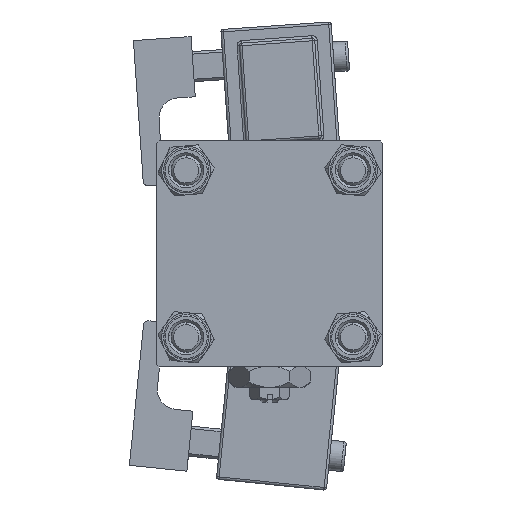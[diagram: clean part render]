
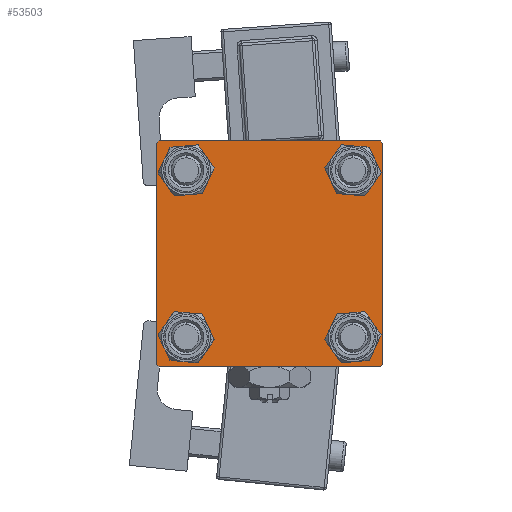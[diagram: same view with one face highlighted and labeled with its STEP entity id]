
A CAD part, left-side view. The second image highlights one B-rep face of the part: STEP entity #53503.
In plain terms, the highlighted planar face has unit normal (-1, 0, 0).
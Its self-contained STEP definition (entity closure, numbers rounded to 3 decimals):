
#4 = EDGE_CURVE ( 'NONE', #33645, #37931, #7240, .T. ) ;
#66 = EDGE_CURVE ( 'NONE', #60031, #7218, #45461, .T. ) ;
#957 = ORIENTED_EDGE ( 'NONE', *, *, #36295, .T. ) ;
#2118 = ORIENTED_EDGE ( 'NONE', *, *, #32975, .T. ) ;
#2150 = DIRECTION ( 'NONE',  ( 1., 0., 0. ) ) ;
#3414 = DIRECTION ( 'NONE',  ( 0., -1., 0. ) ) ;
#3659 = VECTOR ( 'NONE', #62114, 1000. ) ;
#3699 = EDGE_LOOP ( 'NONE', ( #24609, #31744 ) ) ;
#4019 = AXIS2_PLACEMENT_3D ( 'NONE', #49978, #11177, #35153 ) ;
#4898 = VECTOR ( 'NONE', #52057, 1000. ) ;
#4968 = CARTESIAN_POINT ( 'NONE',  ( 0., -22.25, 22.25 ) ) ;
#5716 = FACE_OUTER_BOUND ( 'NONE', #25597, .T. ) ;
#5931 = ORIENTED_EDGE ( 'NONE', *, *, #48165, .T. ) ;
#6347 = CARTESIAN_POINT ( 'NONE',  ( 0., 22.5, -22. ) ) ;
#6417 = LINE ( 'NONE', #6733, #63362 ) ;
#6733 = CARTESIAN_POINT ( 'NONE',  ( 0., 22.25, -22.25 ) ) ;
#7218 = VERTEX_POINT ( 'NONE', #57986 ) ;
#7240 = CIRCLE ( 'NONE', #53708, 3.5 ) ;
#7949 = CARTESIAN_POINT ( 'NONE',  ( 0., 22.5, -22.5 ) ) ;
#9833 = LINE ( 'NONE', #19531, #61936 ) ;
#9949 = EDGE_LOOP ( 'NONE', ( #28105, #5931 ) ) ;
#11177 = DIRECTION ( 'NONE',  ( 1., 0., 0. ) ) ;
#11712 = DIRECTION ( 'NONE',  ( 1., 0., 0. ) ) ;
#11895 = DIRECTION ( 'NONE',  ( 0., -0.707, -0.707 ) ) ;
#12219 = VERTEX_POINT ( 'NONE', #25467 ) ;
#12625 = LINE ( 'NONE', #17169, #4898 ) ;
#13544 = EDGE_LOOP ( 'NONE', ( #49024, #25907 ) ) ;
#14847 = ORIENTED_EDGE ( 'NONE', *, *, #51650, .F. ) ;
#17169 = CARTESIAN_POINT ( 'NONE',  ( 0., -22.5, 22.5 ) ) ;
#17214 = DIRECTION ( 'NONE',  ( 0., 0., 1. ) ) ;
#17498 = VECTOR ( 'NONE', #24687, 1000. ) ;
#17589 = CARTESIAN_POINT ( 'NONE',  ( 0., 22.5, 22. ) ) ;
#17709 = CARTESIAN_POINT ( 'NONE',  ( 0., -16.6, 16.6 ) ) ;
#18275 = DIRECTION ( 'NONE',  ( 1., 0., 0. ) ) ;
#18544 = DIRECTION ( 'NONE',  ( 1., 0., 0. ) ) ;
#19061 = FACE_BOUND ( 'NONE', #9949, .T. ) ;
#19207 = LINE ( 'NONE', #58945, #17498 ) ;
#19430 = VERTEX_POINT ( 'NONE', #17589 ) ;
#19531 = CARTESIAN_POINT ( 'NONE',  ( 0., 22.5, 22.5 ) ) ;
#19550 = CARTESIAN_POINT ( 'NONE',  ( 0., 16.6, -16.6 ) ) ;
#20079 = VERTEX_POINT ( 'NONE', #28087 ) ;
#21202 = VECTOR ( 'NONE', #3414, 1000. ) ;
#21284 = CARTESIAN_POINT ( 'NONE',  ( 0., -22., -22.5 ) ) ;
#21655 = VECTOR ( 'NONE', #61575, 1000. ) ;
#21861 = DIRECTION ( 'NONE',  ( 0., 0., 1. ) ) ;
#22593 = VERTEX_POINT ( 'NONE', #36946 ) ;
#22594 = EDGE_CURVE ( 'NONE', #33313, #24105, #47885, .T. ) ;
#22772 = LINE ( 'NONE', #42499, #21655 ) ;
#23900 = DIRECTION ( 'NONE',  ( 0., 0., 1. ) ) ;
#24105 = VERTEX_POINT ( 'NONE', #60981 ) ;
#24386 = DIRECTION ( 'NONE',  ( 0., 0., 1. ) ) ;
#24609 = ORIENTED_EDGE ( 'NONE', *, *, #28060, .T. ) ;
#24668 = VERTEX_POINT ( 'NONE', #54705 ) ;
#24687 = DIRECTION ( 'NONE',  ( 0., 0., -1. ) ) ;
#25426 = PLANE ( 'NONE',  #28677 ) ;
#25467 = CARTESIAN_POINT ( 'NONE',  ( 0., 16.6, 13.1 ) ) ;
#25597 = EDGE_LOOP ( 'NONE', ( #957, #43995, #51721, #31314, #14847, #2118, #54675, #51029 ) ) ;
#25692 = DIRECTION ( 'NONE',  ( 1., 0., 0. ) ) ;
#25907 = ORIENTED_EDGE ( 'NONE', *, *, #66, .T. ) ;
#27463 = AXIS2_PLACEMENT_3D ( 'NONE', #49296, #25692, #49622 ) ;
#28060 = EDGE_CURVE ( 'NONE', #53680, #24668, #31788, .T. ) ;
#28087 = CARTESIAN_POINT ( 'NONE',  ( 0., 22., 22.5 ) ) ;
#28105 = ORIENTED_EDGE ( 'NONE', *, *, #39183, .T. ) ;
#28341 = VERTEX_POINT ( 'NONE', #6347 ) ;
#28677 = AXIS2_PLACEMENT_3D ( 'NONE', #63333, #45146, #23900 ) ;
#29386 = EDGE_CURVE ( 'NONE', #24668, #53680, #33907, .T. ) ;
#29492 = VERTEX_POINT ( 'NONE', #57905 ) ;
#30738 = CARTESIAN_POINT ( 'NONE',  ( 0., 22., -22.5 ) ) ;
#31314 = ORIENTED_EDGE ( 'NONE', *, *, #22594, .T. ) ;
#31744 = ORIENTED_EDGE ( 'NONE', *, *, #29386, .T. ) ;
#31788 = CIRCLE ( 'NONE', #51365, 3.5 ) ;
#31835 = AXIS2_PLACEMENT_3D ( 'NONE', #41148, #11712, #17214 ) ;
#32208 = VERTEX_POINT ( 'NONE', #30738 ) ;
#32832 = EDGE_CURVE ( 'NONE', #20079, #19430, #22772, .T. ) ;
#32975 = EDGE_CURVE ( 'NONE', #50357, #29492, #50519, .T. ) ;
#33060 = CARTESIAN_POINT ( 'NONE',  ( 0., -16.6, -20.1 ) ) ;
#33313 = VERTEX_POINT ( 'NONE', #21284 ) ;
#33645 = VERTEX_POINT ( 'NONE', #45134 ) ;
#33782 = EDGE_CURVE ( 'NONE', #20079, #29492, #9833, .T. ) ;
#33907 = CIRCLE ( 'NONE', #31835, 3.5 ) ;
#35153 = DIRECTION ( 'NONE',  ( 0., 0., 1. ) ) ;
#35835 = CARTESIAN_POINT ( 'NONE',  ( 0., -16.6, 20.1 ) ) ;
#36295 = EDGE_CURVE ( 'NONE', #19430, #28341, #19207, .T. ) ;
#36496 = DIRECTION ( 'NONE',  ( 1., 0., 0. ) ) ;
#36537 = AXIS2_PLACEMENT_3D ( 'NONE', #52042, #42664, #62366 ) ;
#36946 = CARTESIAN_POINT ( 'NONE',  ( 0., 16.6, 20.1 ) ) ;
#37440 = DIRECTION ( 'NONE',  ( 0., 0., 1. ) ) ;
#37931 = VERTEX_POINT ( 'NONE', #33060 ) ;
#38110 = CARTESIAN_POINT ( 'NONE',  ( 0., 16.6, -20.1 ) ) ;
#38212 = CARTESIAN_POINT ( 'NONE',  ( 0., -22.25, -22.25 ) ) ;
#38876 = AXIS2_PLACEMENT_3D ( 'NONE', #61633, #18544, #63454 ) ;
#39183 = EDGE_CURVE ( 'NONE', #22593, #12219, #55106, .T. ) ;
#39269 = EDGE_CURVE ( 'NONE', #28341, #32208, #6417, .T. ) ;
#39890 = DIRECTION ( 'NONE',  ( 0., 0.707, 0.707 ) ) ;
#41148 = CARTESIAN_POINT ( 'NONE',  ( 0., -16.6, 16.6 ) ) ;
#41692 = EDGE_CURVE ( 'NONE', #32208, #33313, #47699, .T. ) ;
#42499 = CARTESIAN_POINT ( 'NONE',  ( 0., 22.25, 22.25 ) ) ;
#42664 = DIRECTION ( 'NONE',  ( 1., 0., 0. ) ) ;
#42984 = FACE_BOUND ( 'NONE', #3699, .T. ) ;
#43370 = AXIS2_PLACEMENT_3D ( 'NONE', #19550, #18275, #24386 ) ;
#43995 = ORIENTED_EDGE ( 'NONE', *, *, #39269, .T. ) ;
#45134 = CARTESIAN_POINT ( 'NONE',  ( 0., -16.6, -13.1 ) ) ;
#45146 = DIRECTION ( 'NONE',  ( -1., 0., 0. ) ) ;
#45270 = CIRCLE ( 'NONE', #4019, 3.5 ) ;
#45461 = CIRCLE ( 'NONE', #43370, 3.5 ) ;
#47204 = ORIENTED_EDGE ( 'NONE', *, *, #49261, .T. ) ;
#47699 = LINE ( 'NONE', #7949, #21202 ) ;
#47885 = LINE ( 'NONE', #38212, #3659 ) ;
#48165 = EDGE_CURVE ( 'NONE', #12219, #22593, #49152, .T. ) ;
#49024 = ORIENTED_EDGE ( 'NONE', *, *, #55988, .T. ) ;
#49152 = CIRCLE ( 'NONE', #27463, 3.5 ) ;
#49261 = EDGE_CURVE ( 'NONE', #37931, #33645, #54359, .T. ) ;
#49296 = CARTESIAN_POINT ( 'NONE',  ( 0., 16.6, 16.6 ) ) ;
#49622 = DIRECTION ( 'NONE',  ( 0., 0., 1. ) ) ;
#49978 = CARTESIAN_POINT ( 'NONE',  ( 0., 16.6, -16.6 ) ) ;
#50357 = VERTEX_POINT ( 'NONE', #63233 ) ;
#50519 = LINE ( 'NONE', #4968, #57772 ) ;
#51029 = ORIENTED_EDGE ( 'NONE', *, *, #32832, .T. ) ;
#51365 = AXIS2_PLACEMENT_3D ( 'NONE', #17709, #36496, #37440 ) ;
#51650 = EDGE_CURVE ( 'NONE', #50357, #24105, #12625, .T. ) ;
#51721 = ORIENTED_EDGE ( 'NONE', *, *, #41692, .T. ) ;
#52042 = CARTESIAN_POINT ( 'NONE',  ( 0., 16.6, 16.6 ) ) ;
#52057 = DIRECTION ( 'NONE',  ( 0., 0., -1. ) ) ;
#52906 = EDGE_LOOP ( 'NONE', ( #59245, #47204 ) ) ;
#53466 = DIRECTION ( 'NONE',  ( 0., -1., 0. ) ) ;
#53503 = ADVANCED_FACE ( 'NONE', ( #42984, #53643, #57851, #19061, #5716 ), #25426, .T. ) ;
#53643 = FACE_BOUND ( 'NONE', #52906, .T. ) ;
#53680 = VERTEX_POINT ( 'NONE', #35835 ) ;
#53708 = AXIS2_PLACEMENT_3D ( 'NONE', #61602, #2150, #21861 ) ;
#54359 = CIRCLE ( 'NONE', #38876, 3.5 ) ;
#54675 = ORIENTED_EDGE ( 'NONE', *, *, #33782, .F. ) ;
#54705 = CARTESIAN_POINT ( 'NONE',  ( 0., -16.6, 13.1 ) ) ;
#55106 = CIRCLE ( 'NONE', #36537, 3.5 ) ;
#55988 = EDGE_CURVE ( 'NONE', #7218, #60031, #45270, .T. ) ;
#57772 = VECTOR ( 'NONE', #39890, 1000. ) ;
#57851 = FACE_BOUND ( 'NONE', #13544, .T. ) ;
#57905 = CARTESIAN_POINT ( 'NONE',  ( 0., -22., 22.5 ) ) ;
#57986 = CARTESIAN_POINT ( 'NONE',  ( 0., 16.6, -13.1 ) ) ;
#58945 = CARTESIAN_POINT ( 'NONE',  ( 0., 22.5, 22.5 ) ) ;
#59245 = ORIENTED_EDGE ( 'NONE', *, *, #4, .T. ) ;
#60031 = VERTEX_POINT ( 'NONE', #38110 ) ;
#60981 = CARTESIAN_POINT ( 'NONE',  ( 0., -22.5, -22. ) ) ;
#61575 = DIRECTION ( 'NONE',  ( 0., 0.707, -0.707 ) ) ;
#61602 = CARTESIAN_POINT ( 'NONE',  ( 0., -16.6, -16.6 ) ) ;
#61633 = CARTESIAN_POINT ( 'NONE',  ( 0., -16.6, -16.6 ) ) ;
#61936 = VECTOR ( 'NONE', #53466, 1000. ) ;
#62114 = DIRECTION ( 'NONE',  ( 0., -0.707, 0.707 ) ) ;
#62366 = DIRECTION ( 'NONE',  ( 0., 0., 1. ) ) ;
#63233 = CARTESIAN_POINT ( 'NONE',  ( 0., -22.5, 22. ) ) ;
#63333 = CARTESIAN_POINT ( 'NONE',  ( 0., 0., 0. ) ) ;
#63362 = VECTOR ( 'NONE', #11895, 1000. ) ;
#63454 = DIRECTION ( 'NONE',  ( 0., 0., 1. ) ) ;
